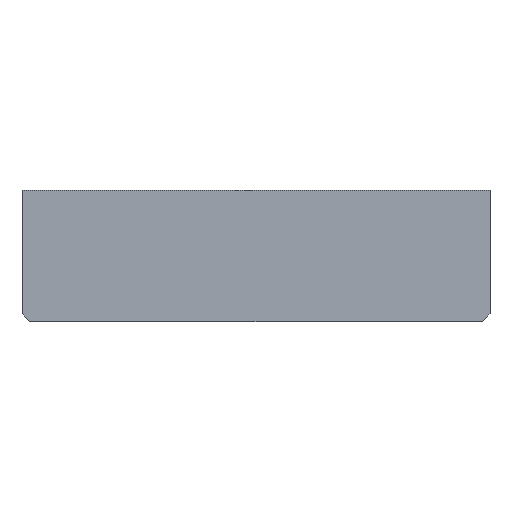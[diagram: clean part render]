
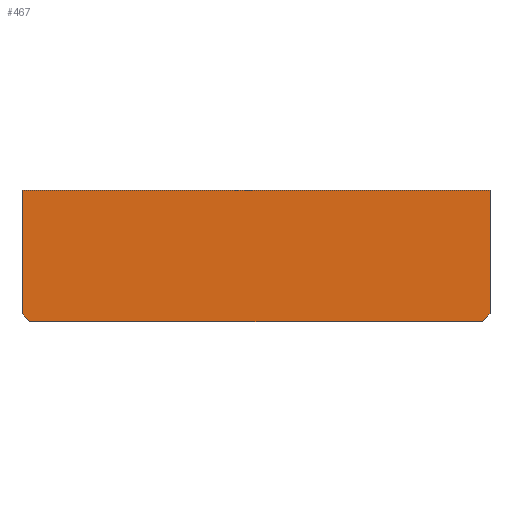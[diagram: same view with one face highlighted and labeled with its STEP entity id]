
A CAD part, front view. The second image highlights one B-rep face of the part: STEP entity #467.
In plain terms, the highlighted planar face has unit normal (0, -1, 0).
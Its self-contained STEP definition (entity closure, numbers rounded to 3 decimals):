
#21 = EDGE_CURVE('',#22,#24,#26,.T.);
#22 = VERTEX_POINT('',#23);
#23 = CARTESIAN_POINT('',(-1.,-3.5,-2.));
#24 = VERTEX_POINT('',#25);
#25 = CARTESIAN_POINT('',(87.,-3.5,-2.));
#26 = LINE('',#27,#28);
#27 = CARTESIAN_POINT('',(-2.5,-3.5,-2.));
#28 = VECTOR('',#29,1.);
#29 = DIRECTION('',(1.,0.,0.));
#467 = ADVANCED_FACE('',(#468),#509,.T.);
#468 = FACE_BOUND('',#469,.T.);
#469 = EDGE_LOOP('',(#470,#480,#486,#487,#495,#503));
#470 = ORIENTED_EDGE('',*,*,#471,.T.);
#471 = EDGE_CURVE('',#472,#474,#476,.T.);
#472 = VERTEX_POINT('',#473);
#473 = CARTESIAN_POINT('',(-2.5,-3.5,23.5));
#474 = VERTEX_POINT('',#475);
#475 = CARTESIAN_POINT('',(-2.5,-3.5,-0.5));
#476 = LINE('',#477,#478);
#477 = CARTESIAN_POINT('',(-2.5,-3.5,0.));
#478 = VECTOR('',#479,1.);
#479 = DIRECTION('',(-0.,-0.,-1.));
#480 = ORIENTED_EDGE('',*,*,#481,.F.);
#481 = EDGE_CURVE('',#22,#474,#482,.T.);
#482 = LINE('',#483,#484);
#483 = CARTESIAN_POINT('',(6.438,-3.5,-9.438));
#484 = VECTOR('',#485,1.);
#485 = DIRECTION('',(-0.707,0.,0.707));
#486 = ORIENTED_EDGE('',*,*,#21,.T.);
#487 = ORIENTED_EDGE('',*,*,#488,.T.);
#488 = EDGE_CURVE('',#24,#489,#491,.T.);
#489 = VERTEX_POINT('',#490);
#490 = CARTESIAN_POINT('',(88.5,-3.5,-0.5));
#491 = LINE('',#492,#493);
#492 = CARTESIAN_POINT('',(79.563,-3.5,-9.438));
#493 = VECTOR('',#494,1.);
#494 = DIRECTION('',(0.707,0.,0.707));
#495 = ORIENTED_EDGE('',*,*,#496,.T.);
#496 = EDGE_CURVE('',#489,#497,#499,.T.);
#497 = VERTEX_POINT('',#498);
#498 = CARTESIAN_POINT('',(88.5,-3.5,23.5));
#499 = LINE('',#500,#501);
#500 = CARTESIAN_POINT('',(88.5,-3.5,0.));
#501 = VECTOR('',#502,1.);
#502 = DIRECTION('',(0.,0.,1.));
#503 = ORIENTED_EDGE('',*,*,#504,.F.);
#504 = EDGE_CURVE('',#472,#497,#505,.T.);
#505 = LINE('',#506,#507);
#506 = CARTESIAN_POINT('',(-2.5,-3.5,23.5));
#507 = VECTOR('',#508,1.);
#508 = DIRECTION('',(1.,0.,0.));
#509 = PLANE('',#510);
#510 = AXIS2_PLACEMENT_3D('',#511,#512,#513);
#511 = CARTESIAN_POINT('',(43.,-3.5,10.75));
#512 = DIRECTION('',(-0.,-1.,-0.));
#513 = DIRECTION('',(0.,0.,-1.));
